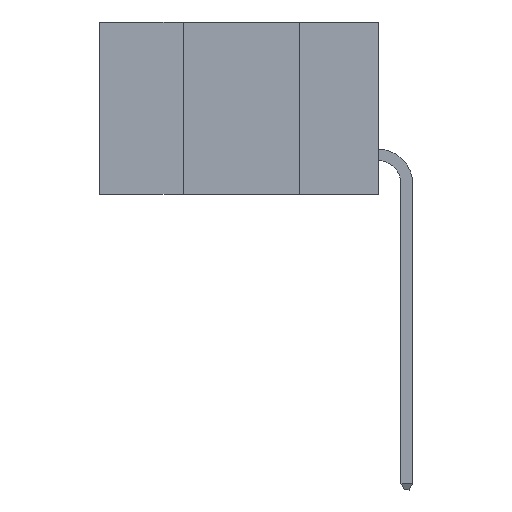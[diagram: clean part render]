
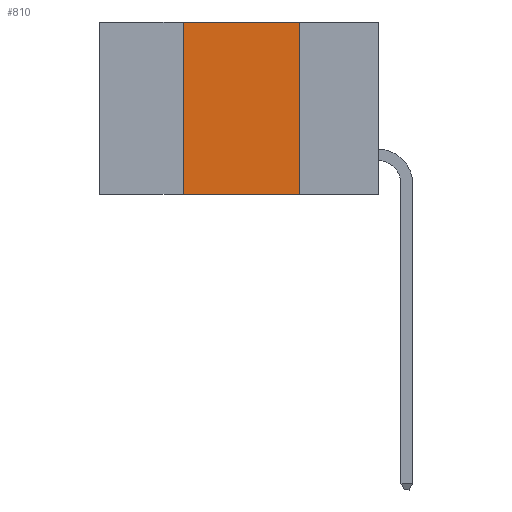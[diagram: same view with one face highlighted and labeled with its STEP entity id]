
A CAD part, left-side view. The second image highlights one B-rep face of the part: STEP entity #810.
In plain terms, the highlighted planar face has unit normal (-1, 0, 0).
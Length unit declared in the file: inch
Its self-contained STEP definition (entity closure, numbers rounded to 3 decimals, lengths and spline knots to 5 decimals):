
#305 = DIRECTION ( 'NONE',  ( 0., 0., -1. ) ) ;
#810 = ADVANCED_FACE ( 'NONE', ( #7425 ), #11261, .F. ) ;
#1208 = LINE ( 'NONE', #3446, #9060 ) ;
#1820 = EDGE_CURVE ( 'NONE', #6710, #3807, #9172, .T. ) ;
#1824 = ORIENTED_EDGE ( 'NONE', *, *, #10318, .T. ) ;
#2537 = CARTESIAN_POINT ( 'NONE',  ( 0., 0.42, -0.37 ) ) ;
#2751 = CARTESIAN_POINT ( 'NONE',  ( 0., 0.6, -0.37 ) ) ;
#2863 = EDGE_CURVE ( 'NONE', #3807, #10287, #8159, .T. ) ;
#3406 = VERTEX_POINT ( 'NONE', #6927 ) ;
#3446 = CARTESIAN_POINT ( 'NONE',  ( 0., 0.17, 0. ) ) ;
#3807 = VERTEX_POINT ( 'NONE', #5991 ) ;
#3851 = CARTESIAN_POINT ( 'NONE',  ( 0., 0.6, 0. ) ) ;
#4205 = DIRECTION ( 'NONE',  ( 0., 0., 1. ) ) ;
#4330 = VECTOR ( 'NONE', #4205, 39.37008 ) ;
#4832 = ORIENTED_EDGE ( 'NONE', *, *, #1820, .F. ) ;
#5315 = CARTESIAN_POINT ( 'NONE',  ( 0., 0.17, 0. ) ) ;
#5492 = LINE ( 'NONE', #2751, #11303 ) ;
#5573 = VECTOR ( 'NONE', #7583, 39.37008 ) ;
#5790 = CARTESIAN_POINT ( 'NONE',  ( 0., 0.6, 0. ) ) ;
#5991 = CARTESIAN_POINT ( 'NONE',  ( 0., 0.42, 0. ) ) ;
#6257 = ORIENTED_EDGE ( 'NONE', *, *, #2863, .F. ) ;
#6710 = VERTEX_POINT ( 'NONE', #2537 ) ;
#6927 = CARTESIAN_POINT ( 'NONE',  ( 0., 0.17, -0.37 ) ) ;
#6983 = DIRECTION ( 'NONE',  ( 0., 0., -1. ) ) ;
#7425 = FACE_OUTER_BOUND ( 'NONE', #8815, .T. ) ;
#7583 = DIRECTION ( 'NONE',  ( 0., -1., 0. ) ) ;
#8159 = LINE ( 'NONE', #3851, #5573 ) ;
#8238 = DIRECTION ( 'NONE',  ( 0., -1., 0. ) ) ;
#8583 = DIRECTION ( 'NONE',  ( 1., 0., 0. ) ) ;
#8815 = EDGE_LOOP ( 'NONE', ( #11150, #6257, #4832, #1824 ) ) ;
#9060 = VECTOR ( 'NONE', #6983, 39.37008 ) ;
#9172 = LINE ( 'NONE', #9668, #4330 ) ;
#9668 = CARTESIAN_POINT ( 'NONE',  ( 0., 0.42, 0. ) ) ;
#10189 = EDGE_CURVE ( 'NONE', #10287, #3406, #1208, .T. ) ;
#10287 = VERTEX_POINT ( 'NONE', #5315 ) ;
#10318 = EDGE_CURVE ( 'NONE', #6710, #3406, #5492, .T. ) ;
#10945 = AXIS2_PLACEMENT_3D ( 'NONE', #5790, #8583, #305 ) ;
#11150 = ORIENTED_EDGE ( 'NONE', *, *, #10189, .F. ) ;
#11261 = PLANE ( 'NONE',  #10945 ) ;
#11303 = VECTOR ( 'NONE', #8238, 39.37008 ) ;
